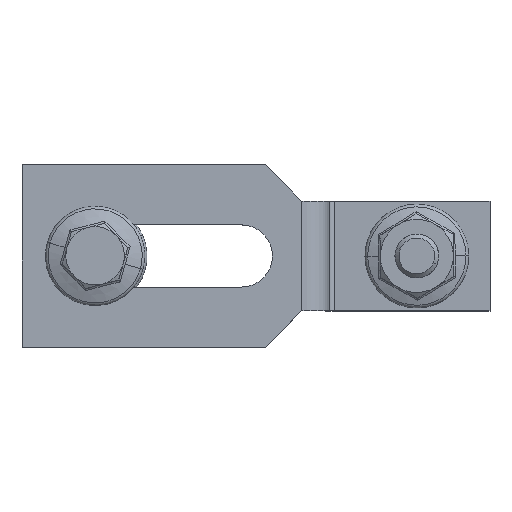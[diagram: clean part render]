
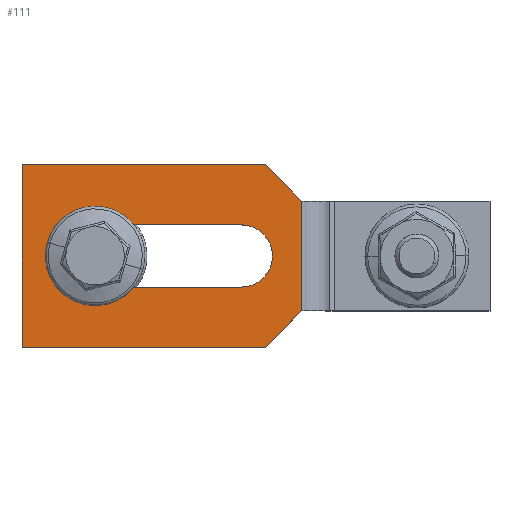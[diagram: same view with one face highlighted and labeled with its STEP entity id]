
A CAD part, top view. The second image highlights one B-rep face of the part: STEP entity #111.
In plain terms, the highlighted planar face has unit normal (0, 0, 1).
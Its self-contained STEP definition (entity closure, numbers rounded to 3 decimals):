
#111=ADVANCED_FACE('',(#347,#348),#349,.F.);
#347=FACE_OUTER_BOUND('',#817,.T.);
#348=FACE_BOUND('',#818,.T.);
#349=PLANE('',#819);
#817=EDGE_LOOP('',(#1890,#1891,#1892,#1893,#1894,#1895));
#818=EDGE_LOOP('',(#1896,#1897,#1898,#1899,#1900,#1901));
#819=AXIS2_PLACEMENT_3D('',#1902,#1903,#1904);
#1890=ORIENTED_EDGE('',*,*,#3474,.T.);
#1891=ORIENTED_EDGE('',*,*,#3475,.F.);
#1892=ORIENTED_EDGE('',*,*,#3476,.F.);
#1893=ORIENTED_EDGE('',*,*,#3477,.F.);
#1894=ORIENTED_EDGE('',*,*,#3478,.T.);
#1895=ORIENTED_EDGE('',*,*,#3479,.T.);
#1896=ORIENTED_EDGE('',*,*,#3480,.F.);
#1897=ORIENTED_EDGE('',*,*,#3453,.F.);
#1898=ORIENTED_EDGE('',*,*,#3481,.F.);
#1899=ORIENTED_EDGE('',*,*,#3482,.F.);
#1900=ORIENTED_EDGE('',*,*,#3483,.F.);
#1901=ORIENTED_EDGE('',*,*,#3456,.F.);
#1902=CARTESIAN_POINT('',(-29.861,9.596,4.447));
#1903=DIRECTION('',(0.0,0.0,-1.0));
#1904=DIRECTION('',(0.0,-1.0,0.0));
#3453=EDGE_CURVE('',#3942,#3945,#3946,.T.);
#3456=EDGE_CURVE('',#3950,#3951,#3952,.T.);
#3474=EDGE_CURVE('',#3984,#3985,#3986,.T.);
#3475=EDGE_CURVE('',#3987,#3985,#3988,.T.);
#3476=EDGE_CURVE('',#3989,#3987,#3990,.T.);
#3477=EDGE_CURVE('',#3991,#3989,#3992,.T.);
#3478=EDGE_CURVE('',#3991,#3993,#3994,.T.);
#3479=EDGE_CURVE('',#3993,#3984,#3995,.T.);
#3480=EDGE_CURVE('',#3945,#3950,#3996,.T.);
#3481=EDGE_CURVE('',#3997,#3942,#3998,.T.);
#3482=EDGE_CURVE('',#3999,#3997,#4000,.T.);
#3483=EDGE_CURVE('',#3951,#3999,#4001,.T.);
#3942=VERTEX_POINT('',#4704);
#3945=VERTEX_POINT('',#4708);
#3946=CIRCLE('',#4709,4.25);
#3950=VERTEX_POINT('',#4714);
#3951=VERTEX_POINT('',#4715);
#3952=CIRCLE('',#4716,4.25);
#3984=VERTEX_POINT('',#4760);
#3985=VERTEX_POINT('',#4761);
#3986=LINE('',#4762,#4763);
#3987=VERTEX_POINT('',#4764);
#3988=LINE('',#4765,#4766);
#3989=VERTEX_POINT('',#4767);
#3990=LINE('',#4768,#4769);
#3991=VERTEX_POINT('',#4770);
#3992=LINE('',#4771,#4772);
#3993=VERTEX_POINT('',#4773);
#3994=LINE('',#4774,#4775);
#3995=LINE('',#4776,#4777);
#3996=LINE('',#4778,#4779);
#3997=VERTEX_POINT('',#4780);
#3998=CIRCLE('',#4781,4.25);
#3999=VERTEX_POINT('',#4782);
#4000=LINE('',#4783,#4784);
#4001=CIRCLE('',#4785,4.25);
#4704=CARTESIAN_POINT('',(4.389,2.096,4.447));
#4708=CARTESIAN_POINT('',(0.139,6.346,4.447));
#4709=AXIS2_PLACEMENT_3D('',#6333,#6334,#6335);
#4714=CARTESIAN_POINT('',(-19.861,6.346,4.447));
#4715=CARTESIAN_POINT('',(-24.111,2.096,4.447));
#4716=AXIS2_PLACEMENT_3D('',#6340,#6341,#6342);
#4760=CARTESIAN_POINT('',(3.403,-10.404,4.447));
#4761=CARTESIAN_POINT('',(8.403,-5.404,4.447));
#4762=CARTESIAN_POINT('',(8.403,-5.404,4.447));
#4763=VECTOR('',#6370,1000.0);
#4764=CARTESIAN_POINT('',(8.403,9.596,4.447));
#4765=CARTESIAN_POINT('',(8.403,9.596,4.447));
#4766=VECTOR('',#6371,1000.0);
#4767=CARTESIAN_POINT('',(3.403,14.596,4.447));
#4768=CARTESIAN_POINT('',(8.403,9.596,4.447));
#4769=VECTOR('',#6372,1000.0);
#4770=CARTESIAN_POINT('',(-29.861,14.596,4.447));
#4771=CARTESIAN_POINT('',(8.403,14.596,4.447));
#4772=VECTOR('',#6373,1000.0);
#4773=CARTESIAN_POINT('',(-29.861,-10.404,4.447));
#4774=CARTESIAN_POINT('',(-29.861,9.596,4.447));
#4775=VECTOR('',#6374,1000.0);
#4776=CARTESIAN_POINT('',(8.403,-10.404,4.447));
#4777=VECTOR('',#6375,1000.0);
#4778=CARTESIAN_POINT('',(0.139,6.346,4.447));
#4779=VECTOR('',#6376,1000.0);
#4780=CARTESIAN_POINT('',(0.139,-2.154,4.447));
#4781=AXIS2_PLACEMENT_3D('',#6377,#6378,#6379);
#4782=CARTESIAN_POINT('',(-19.861,-2.154,4.447));
#4783=CARTESIAN_POINT('',(-19.861,-2.154,4.447));
#4784=VECTOR('',#6380,1000.0);
#4785=AXIS2_PLACEMENT_3D('',#6381,#6382,#6383);
#6333=CARTESIAN_POINT('',(0.139,2.096,4.447));
#6334=DIRECTION('',(0.0,0.0,1.0));
#6335=DIRECTION('',(-1.0,0.0,0.0));
#6340=CARTESIAN_POINT('',(-19.861,2.096,4.447));
#6341=DIRECTION('',(0.0,0.0,1.0));
#6342=DIRECTION('',(-1.0,0.0,0.0));
#6370=DIRECTION('',(0.707,0.707,0.0));
#6371=DIRECTION('',(-0.0,-1.0,-0.0));
#6372=DIRECTION('',(0.707,-0.707,0.0));
#6373=DIRECTION('',(1.0,0.0,0.0));
#6374=DIRECTION('',(-0.0,-1.0,-0.0));
#6375=DIRECTION('',(1.0,0.0,0.0));
#6376=DIRECTION('',(-1.0,0.,0.0));
#6377=CARTESIAN_POINT('',(0.139,2.096,4.447));
#6378=DIRECTION('',(0.0,0.0,1.0));
#6379=DIRECTION('',(-1.0,0.0,0.0));
#6380=DIRECTION('',(1.0,0.,0.0));
#6381=CARTESIAN_POINT('',(-19.861,2.096,4.447));
#6382=DIRECTION('',(0.0,0.0,1.0));
#6383=DIRECTION('',(-1.0,0.0,0.0));
